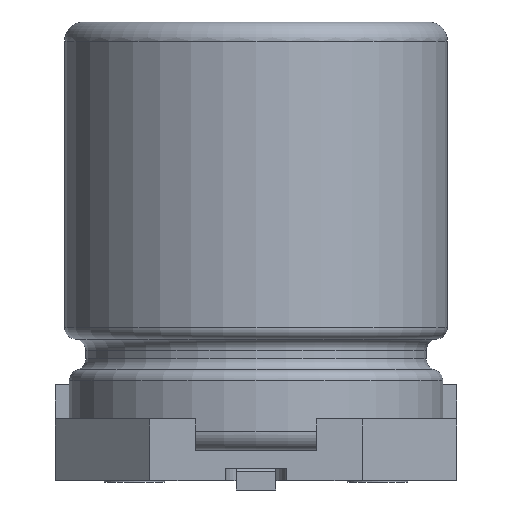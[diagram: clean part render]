
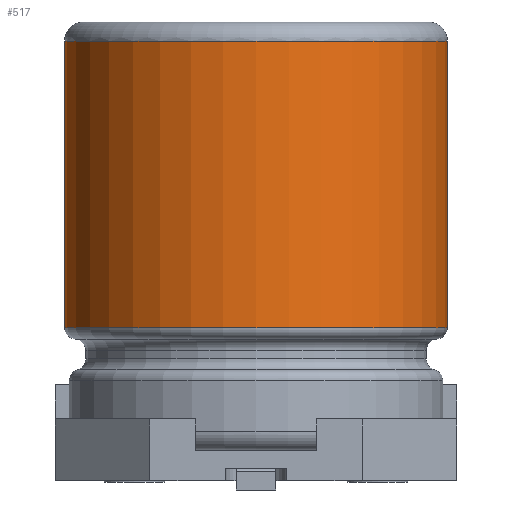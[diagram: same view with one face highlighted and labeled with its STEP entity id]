
A CAD part, front view. The second image highlights one B-rep face of the part: STEP entity #517.
In plain terms, the highlighted cylindrical face has radius 3.15 mm (diameter 6.3 mm), a full revolution.
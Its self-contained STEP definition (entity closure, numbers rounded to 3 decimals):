
#517 = ADVANCED_FACE( '', ( #1183, #1184 ), #1185, .T. );
#1183 = FACE_OUTER_BOUND( '', #2014, .T. );
#1184 = FACE_OUTER_BOUND( '', #2015, .T. );
#1185 = CYLINDRICAL_SURFACE( '', #2016, 3.15 );
#2014 = EDGE_LOOP( '', ( #3567 ) );
#2015 = EDGE_LOOP( '', ( #3568 ) );
#2016 = AXIS2_PLACEMENT_3D( '', #3569, #3570, #3571 );
#3567 = ORIENTED_EDGE( '', *, *, #5574, .T. );
#3568 = ORIENTED_EDGE( '', *, *, #5575, .T. );
#3569 = CARTESIAN_POINT( '', ( 0., 0., 9.9 ) );
#3570 = DIRECTION( '', ( 0., 0., -1. ) );
#3571 = DIRECTION( '', ( 1., 0., 0. ) );
#5574 = EDGE_CURVE( '', #6829, #6829, #6830, .T. );
#5575 = EDGE_CURVE( '', #6831, #6831, #6832, .T. );
#6829 = VERTEX_POINT( '', #8939 );
#6830 = CIRCLE( '', #8940, 3.15 );
#6831 = VERTEX_POINT( '', #8941 );
#6832 = CIRCLE( '', #8942, 3.15 );
#8939 = CARTESIAN_POINT( '', ( -3.15, 0., 6.735 ) );
#8940 = AXIS2_PLACEMENT_3D( '', #10199, #10200, #10201 );
#8941 = CARTESIAN_POINT( '', ( 3.15, 0., 2.022 ) );
#8942 = AXIS2_PLACEMENT_3D( '', #10202, #10203, #10204 );
#10199 = CARTESIAN_POINT( '', ( 0., 0., 6.735 ) );
#10200 = DIRECTION( '', ( 0., 0., -1. ) );
#10201 = DIRECTION( '', ( -1., 0., 0. ) );
#10202 = CARTESIAN_POINT( '', ( 0., 0., 2.022 ) );
#10203 = DIRECTION( '', ( 0., 0., 1. ) );
#10204 = DIRECTION( '', ( 1., 0., 0. ) );
